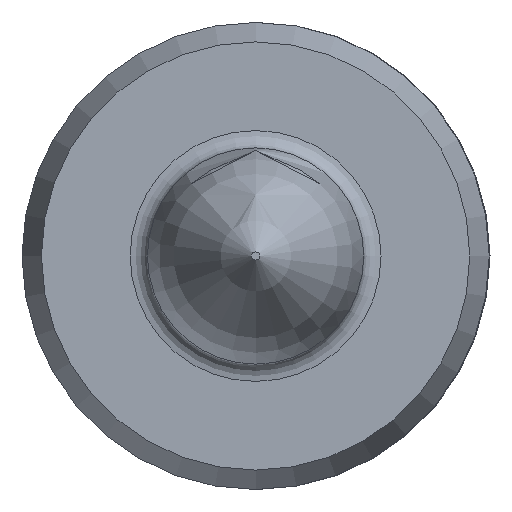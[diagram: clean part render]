
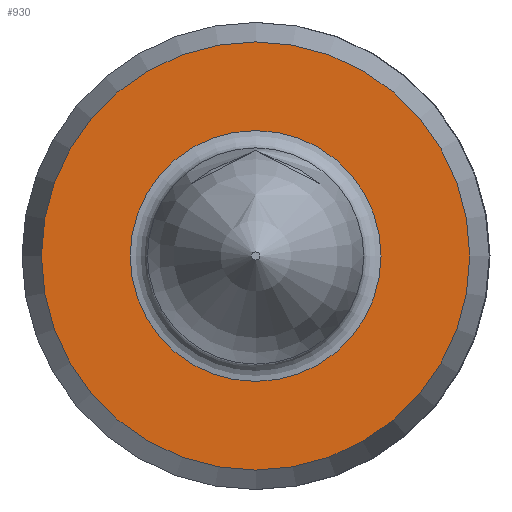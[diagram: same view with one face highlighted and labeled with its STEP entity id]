
A CAD part, left-side view. The second image highlights one B-rep face of the part: STEP entity #930.
In plain terms, the highlighted planar face has unit normal (-1, 0, 0).
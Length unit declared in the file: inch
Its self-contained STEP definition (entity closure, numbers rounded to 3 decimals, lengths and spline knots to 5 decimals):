
#8 = AXIS2_PLACEMENT_3D ( 'NONE', #883, #961, #714 ) ;
#11 = FACE_OUTER_BOUND ( 'NONE', #221, .T. ) ;
#22 = VERTEX_POINT ( 'NONE', #554 ) ;
#73 = CARTESIAN_POINT ( 'NONE',  ( 0.105, 0., 0. ) ) ;
#221 = EDGE_LOOP ( 'NONE', ( #794 ) ) ;
#229 = DIRECTION ( 'NONE',  ( 0., 0., 1. ) ) ;
#302 = PLANE ( 'NONE',  #8 ) ;
#335 = DIRECTION ( 'NONE',  ( 0., 0., 1. ) ) ;
#384 = FACE_BOUND ( 'NONE', #598, .T. ) ;
#423 = AXIS2_PLACEMENT_3D ( 'NONE', #73, #482, #229 ) ;
#455 = EDGE_CURVE ( 'NONE', #22, #22, #956, .T. ) ;
#482 = DIRECTION ( 'NONE',  ( -1., 0., 0. ) ) ;
#522 = EDGE_CURVE ( 'NONE', #876, #876, #609, .T. ) ;
#554 = CARTESIAN_POINT ( 'NONE',  ( 0.105, 0., 0.0145 ) ) ;
#565 = CARTESIAN_POINT ( 'NONE',  ( 0.105, 0., 0. ) ) ;
#598 = EDGE_LOOP ( 'NONE', ( #766 ) ) ;
#609 = CIRCLE ( 'NONE', #642, 0.02475 ) ;
#642 = AXIS2_PLACEMENT_3D ( 'NONE', #565, #921, #335 ) ;
#714 = DIRECTION ( 'NONE',  ( 0., 0., -1. ) ) ;
#766 = ORIENTED_EDGE ( 'NONE', *, *, #455, .F. ) ;
#794 = ORIENTED_EDGE ( 'NONE', *, *, #522, .T. ) ;
#876 = VERTEX_POINT ( 'NONE', #902 ) ;
#883 = CARTESIAN_POINT ( 'NONE',  ( 0.105, 0.0145, 0. ) ) ;
#902 = CARTESIAN_POINT ( 'NONE',  ( 0.105, 0., 0.02475 ) ) ;
#921 = DIRECTION ( 'NONE',  ( -1., 0., 0. ) ) ;
#930 = ADVANCED_FACE ( 'NONE', ( #384, #11 ), #302, .F. ) ;
#956 = CIRCLE ( 'NONE', #423, 0.0145 ) ;
#961 = DIRECTION ( 'NONE',  ( 1., 0., 0. ) ) ;
